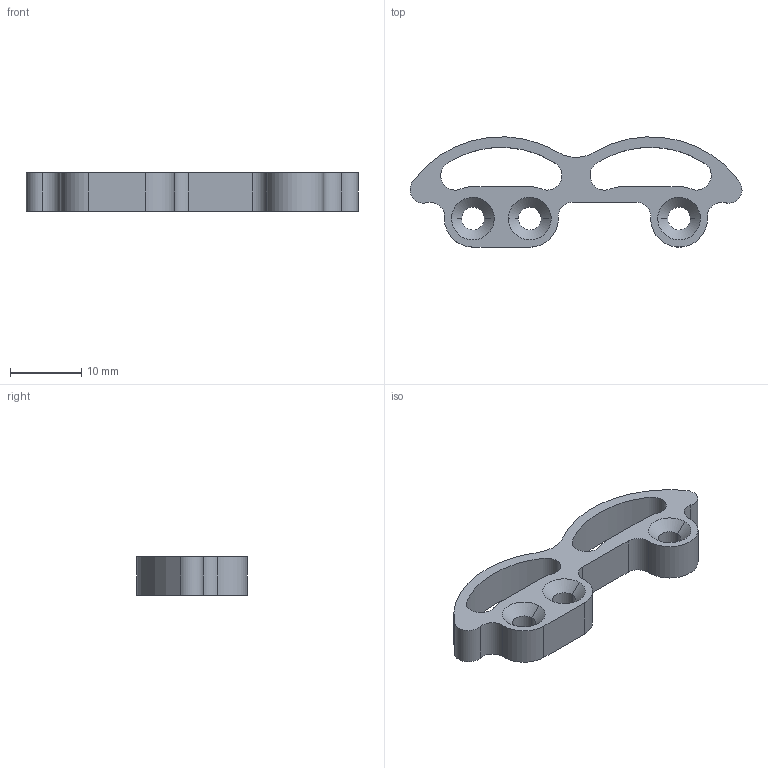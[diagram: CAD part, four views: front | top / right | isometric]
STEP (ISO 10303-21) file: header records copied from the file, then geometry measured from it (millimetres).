
FILE_DESCRIPTION(/* description */ (''),/* implementation_level */ '2;1');
FILE_NAME(/* name */ 'DoubleFlexure',/* time_stamp */ '2020-09-05T23:38:28-07:00',/* author */ (''),/* organization */ (''),/* preprocessor_version */ 'ST-DEVELOPER v15',/* originating_system */ '',/* authorisation */ '');
FILE_SCHEMA (('AUTOMOTIVE_DESIGN'));
Length unit declared in the file: millimetre
Products named in the file (1): Document
Bounding box: 46.69 x 15.5 x 5.4 mm (x, y, z)
Volume: 1671.3 mm3; surface area: 1829.7 mm2
Topology: 1 solids, 1 shells, 38 faces, 102 edges, 66 vertices
Faces by surface type: bspline 36, plane 2
Entity records: 1322 total; most frequent: CARTESIAN_POINT 776, ORIENTED_EDGE 204, EDGE_CURVE 102, VERTEX_POINT 66, EDGE_LOOP 48, ADVANCED_FACE 38, FACE_OUTER_BOUND 38, FACE_BOUND 10
